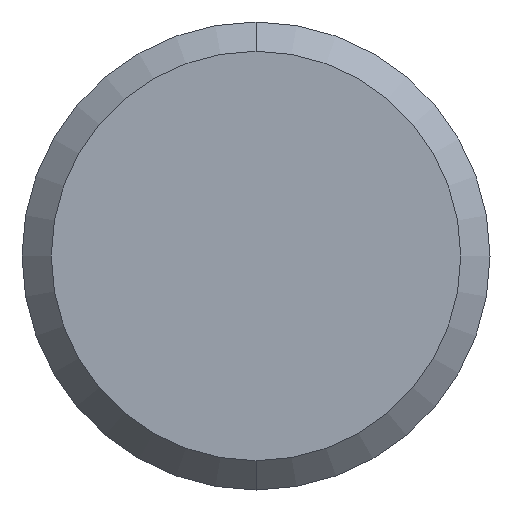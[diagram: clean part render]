
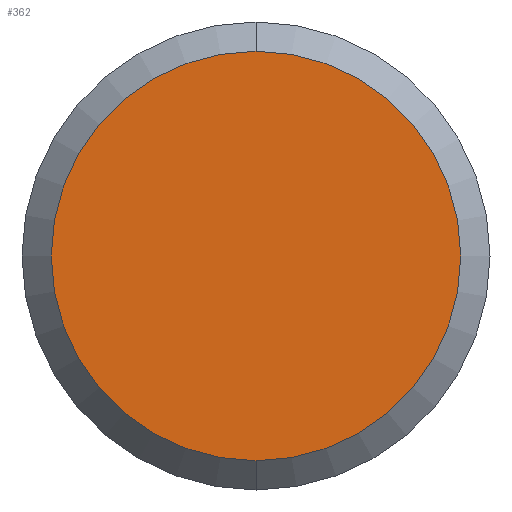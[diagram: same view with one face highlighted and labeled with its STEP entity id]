
A CAD part, front view. The second image highlights one B-rep face of the part: STEP entity #362.
In plain terms, the highlighted planar face has unit normal (0, -1, 0).
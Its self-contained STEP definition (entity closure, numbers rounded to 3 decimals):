
#28 = VERTEX_POINT ( 'NONE', #55 ) ;
#31 = DIRECTION ( 'NONE',  ( 0., 1., 0. ) ) ;
#35 = PLANE ( 'NONE',  #225 ) ;
#55 = CARTESIAN_POINT ( 'NONE',  ( 0., 0., 7. ) ) ;
#78 = CARTESIAN_POINT ( 'NONE',  ( 0., 0., 0. ) ) ;
#115 = CARTESIAN_POINT ( 'NONE',  ( 0., 0., 0. ) ) ;
#121 = DIRECTION ( 'NONE',  ( 0., -1., 0. ) ) ;
#160 = CARTESIAN_POINT ( 'NONE',  ( -8., 0., 0. ) ) ;
#194 = DIRECTION ( 'NONE',  ( 0., 0., 1. ) ) ;
#201 = AXIS2_PLACEMENT_3D ( 'NONE', #78, #121, #194 ) ;
#204 = ORIENTED_EDGE ( 'NONE', *, *, #275, .T. ) ;
#225 = AXIS2_PLACEMENT_3D ( 'NONE', #160, #31, #357 ) ;
#274 = ORIENTED_EDGE ( 'NONE', *, *, #359, .T. ) ;
#275 = EDGE_CURVE ( 'NONE', #416, #28, #325, .T. ) ;
#283 = CARTESIAN_POINT ( 'NONE',  ( 0., 0., -7. ) ) ;
#325 = CIRCLE ( 'NONE', #488, 7. ) ;
#343 = DIRECTION ( 'NONE',  ( 0., 0., 1. ) ) ;
#357 = DIRECTION ( 'NONE',  ( 0., 0., 1. ) ) ;
#359 = EDGE_CURVE ( 'NONE', #28, #416, #410, .T. ) ;
#362 = ADVANCED_FACE ( 'NONE', ( #498 ), #35, .F. ) ;
#380 = EDGE_LOOP ( 'NONE', ( #274, #204 ) ) ;
#410 = CIRCLE ( 'NONE', #201, 7. ) ;
#416 = VERTEX_POINT ( 'NONE', #283 ) ;
#488 = AXIS2_PLACEMENT_3D ( 'NONE', #115, #506, #343 ) ;
#498 = FACE_OUTER_BOUND ( 'NONE', #380, .T. ) ;
#506 = DIRECTION ( 'NONE',  ( 0., -1., 0. ) ) ;
